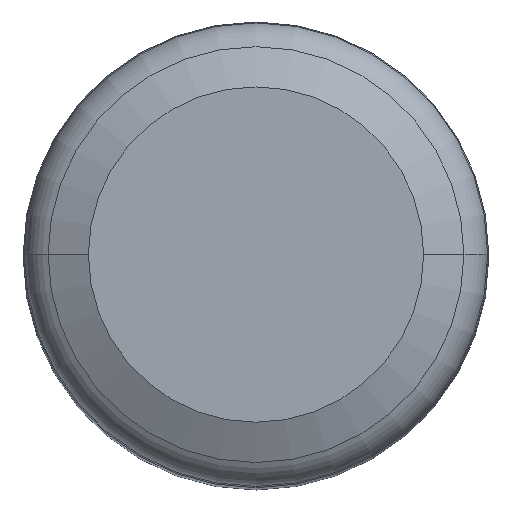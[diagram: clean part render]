
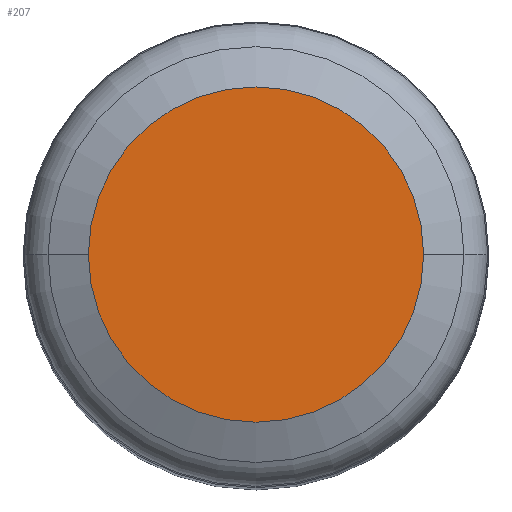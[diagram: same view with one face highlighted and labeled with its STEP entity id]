
A CAD part, top view. The second image highlights one B-rep face of the part: STEP entity #207.
In plain terms, the highlighted planar face has unit normal (0, 0, 1).
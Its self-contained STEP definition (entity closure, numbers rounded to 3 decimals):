
#2 = AXIS2_PLACEMENT_3D ( 'NONE', #576, #327, #281 ) ;
#85 = CIRCLE ( 'NONE', #349, 5.141 ) ;
#121 = VERTEX_POINT ( 'NONE', #264 ) ;
#129 = FACE_OUTER_BOUND ( 'NONE', #622, .T. ) ;
#152 = DIRECTION ( 'NONE',  ( -1., 0., 0. ) ) ;
#201 = ORIENTED_EDGE ( 'NONE', *, *, #544, .F. ) ;
#207 = ADVANCED_FACE ( 'NONE', ( #129 ), #508, .T. ) ;
#236 = DIRECTION ( 'NONE',  ( 0., 0., -1. ) ) ;
#246 = CARTESIAN_POINT ( 'NONE',  ( 0., 0., 0. ) ) ;
#264 = CARTESIAN_POINT ( 'NONE',  ( 5.141, 0., 0. ) ) ;
#281 = DIRECTION ( 'NONE',  ( -1., 0., 0. ) ) ;
#327 = DIRECTION ( 'NONE',  ( 0., 0., -1. ) ) ;
#349 = AXIS2_PLACEMENT_3D ( 'NONE', #246, #236, #152 ) ;
#354 = EDGE_CURVE ( 'NONE', #121, #370, #85, .T. ) ;
#367 = DIRECTION ( 'NONE',  ( 1., 0., 0. ) ) ;
#370 = VERTEX_POINT ( 'NONE', #426 ) ;
#372 = AXIS2_PLACEMENT_3D ( 'NONE', #462, #615, #367 ) ;
#426 = CARTESIAN_POINT ( 'NONE',  ( -5.141, 0., 0. ) ) ;
#462 = CARTESIAN_POINT ( 'NONE',  ( 0., 0., 0. ) ) ;
#508 = PLANE ( 'NONE',  #372 ) ;
#544 = EDGE_CURVE ( 'NONE', #370, #121, #546, .T. ) ;
#546 = CIRCLE ( 'NONE', #2, 5.141 ) ;
#576 = CARTESIAN_POINT ( 'NONE',  ( 0., 0., 0. ) ) ;
#615 = DIRECTION ( 'NONE',  ( 0., 0., 1. ) ) ;
#622 = EDGE_LOOP ( 'NONE', ( #626, #201 ) ) ;
#626 = ORIENTED_EDGE ( 'NONE', *, *, #354, .F. ) ;
